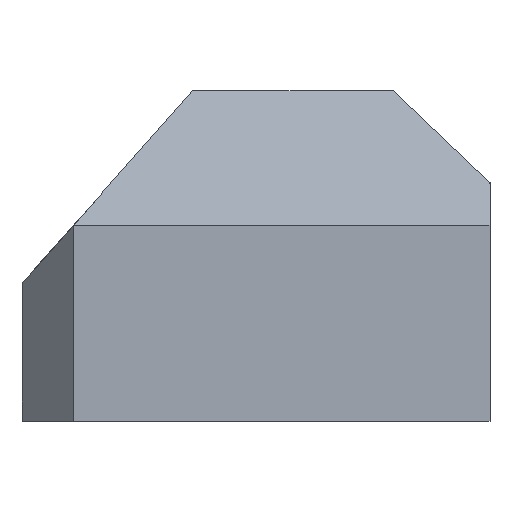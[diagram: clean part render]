
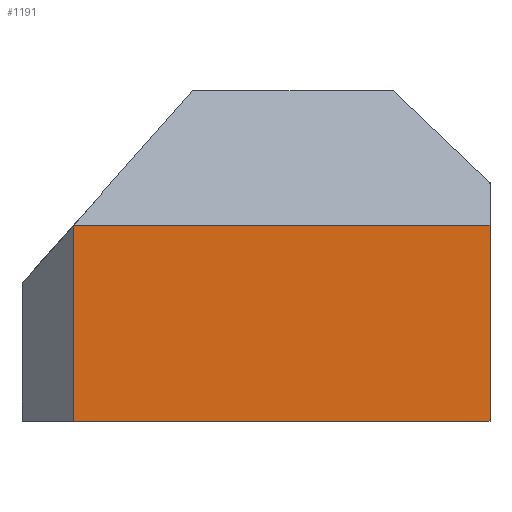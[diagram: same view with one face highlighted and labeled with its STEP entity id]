
A CAD part, left-side view. The second image highlights one B-rep face of the part: STEP entity #1191.
In plain terms, the highlighted planar face has unit normal (-1, 0, 0).
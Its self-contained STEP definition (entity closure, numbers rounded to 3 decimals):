
#55=FACE_OUTER_BOUND('',#119,.T.);
#119=EDGE_LOOP('',(#928,#929,#930,#931,#932));
#193=LINE('',#1695,#359);
#224=LINE('',#1758,#390);
#253=LINE('',#1817,#419);
#254=LINE('',#1819,#420);
#255=LINE('',#1820,#421);
#359=VECTOR('',#1364,10.);
#390=VECTOR('',#1423,10.);
#419=VECTOR('',#1482,10.);
#420=VECTOR('',#1483,10.);
#421=VECTOR('',#1484,10.);
#521=VERTEX_POINT('',#1692);
#522=VERTEX_POINT('',#1694);
#540=VERTEX_POINT('',#1756);
#555=VERTEX_POINT('',#1816);
#556=VERTEX_POINT('',#1818);
#635=EDGE_CURVE('',#521,#522,#193,.T.);
#668=EDGE_CURVE('',#540,#521,#224,.T.);
#697=EDGE_CURVE('',#540,#555,#253,.T.);
#698=EDGE_CURVE('',#556,#555,#254,.T.);
#699=EDGE_CURVE('',#522,#556,#255,.T.);
#928=ORIENTED_EDGE('',*,*,#668,.F.);
#929=ORIENTED_EDGE('',*,*,#697,.T.);
#930=ORIENTED_EDGE('',*,*,#698,.F.);
#931=ORIENTED_EDGE('',*,*,#699,.F.);
#932=ORIENTED_EDGE('',*,*,#635,.F.);
#1128=PLANE('',#1273);
#1191=ADVANCED_FACE('',(#55),#1128,.F.);
#1273=AXIS2_PLACEMENT_3D('',#1815,#1480,#1481);
#1364=DIRECTION('',(0.,-0.664,0.748));
#1423=DIRECTION('',(0.,0.,1.));
#1480=DIRECTION('center_axis',(1.,0.,0.));
#1481=DIRECTION('ref_axis',(0.,1.,0.));
#1482=DIRECTION('',(0.,-1.,0.));
#1483=DIRECTION('',(0.,0.,-1.));
#1484=DIRECTION('',(0.,-1.,0.));
#1692=CARTESIAN_POINT('',(-8.,58.,149.993));
#1694=CARTESIAN_POINT('',(-8.,57.994,150.));
#1695=CARTESIAN_POINT('',(-8.,44.536,165.162));
#1756=CARTESIAN_POINT('',(-8.,58.,112.));
#1758=CARTESIAN_POINT('',(-8.,58.,150.));
#1815=CARTESIAN_POINT('Origin',(-8.,-3.1,150.));
#1816=CARTESIAN_POINT('',(-8.,-22.694,112.));
#1817=CARTESIAN_POINT('',(-8.,12.175,112.));
#1818=CARTESIAN_POINT('',(-8.,-22.694,150.));
#1819=CARTESIAN_POINT('',(-8.,-22.694,121.5));
#1820=CARTESIAN_POINT('',(-8.,-3.1,150.));
